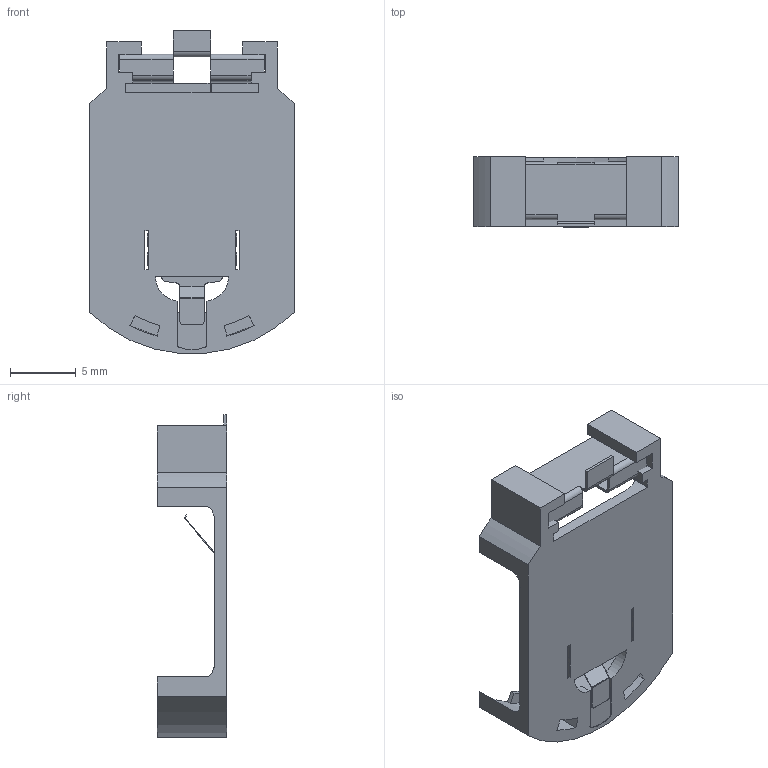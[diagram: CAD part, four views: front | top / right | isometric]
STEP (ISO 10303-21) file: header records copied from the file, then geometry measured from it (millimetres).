
FILE_DESCRIPTION((''),'2;1');
FILE_NAME('S842_ASM','2017-09-13T13:51:34',('sbennett'),(''),'CREO PARAMETRIC BY PTC INC, 2016510','CREO PARAMETRIC BY PTC INC, 2016510','');
FILE_SCHEMA(('CONFIG_CONTROL_DESIGN','SHAPE_APPEARANCE_LAYERS_GROUPS'));
Length unit declared in the file: millimetre
Products named in the file (4): S842_HOLDER; S842-CONTACT; S842-REAR-CONTACT; S842_ASM
Assembly tree (3 placements, depth 2):
  S842_ASM
    S842_HOLDER
    S842-CONTACT
    S842-REAR-CONTACT
Bounding box: 15.6 x 5.33 x 24.61 mm (x, y, z)
Volume: 440.7 mm3; surface area: 1391.2 mm2
Topology: 3 solids, 3 shells, 277 faces, 697 edges, 424 vertices
Faces by surface type: plane 209, cylinder 59, torus 5, bspline 4
Entity records: 10713 total; most frequent: CARTESIAN_POINT 1803, ORIENTED_EDGE 1394, DIRECTION 1386, PRESENTATION_STYLE_ASSIGNMENT 700, STYLED_ITEM 700, CURVE_STYLE 697, EDGE_CURVE 697, VECTOR 536
